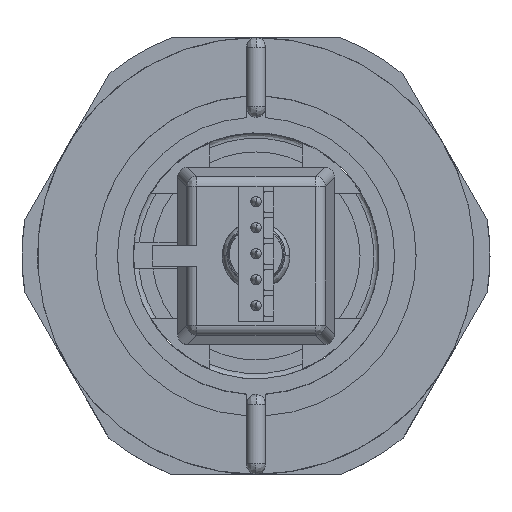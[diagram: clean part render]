
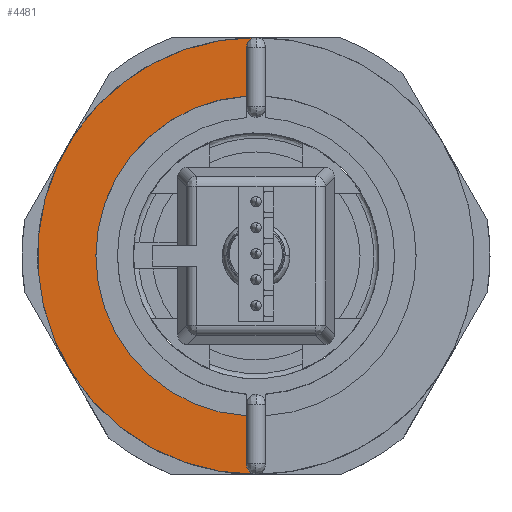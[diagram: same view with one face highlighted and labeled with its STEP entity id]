
A CAD part, top view. The second image highlights one B-rep face of the part: STEP entity #4481.
In plain terms, the highlighted planar face has unit normal (0, 0, 1).
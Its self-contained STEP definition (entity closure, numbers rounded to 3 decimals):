
#4481=ADVANCED_FACE('',(#7446),#7447,.F.);
#7446=FACE_OUTER_BOUND('',#9312,.T.);
#7447=PLANE('',#9313);
#9312=EDGE_LOOP('',(#20031,#20032,#20033,#20034,#20035,#20036,#20037,#20038,#20039));
#9313=AXIS2_PLACEMENT_3D('',#20040,#20041,#20042);
#20031=ORIENTED_EDGE('',*,*,#24707,.F.);
#20032=ORIENTED_EDGE('',*,*,#24598,.T.);
#20033=ORIENTED_EDGE('',*,*,#24708,.T.);
#20034=ORIENTED_EDGE('',*,*,#24709,.F.);
#20035=ORIENTED_EDGE('',*,*,#24710,.F.);
#20036=ORIENTED_EDGE('',*,*,#24697,.F.);
#20037=ORIENTED_EDGE('',*,*,#24706,.T.);
#20038=ORIENTED_EDGE('',*,*,#24614,.T.);
#20039=ORIENTED_EDGE('',*,*,#24604,.F.);
#20040=CARTESIAN_POINT('',(-10.5,21.84,1.5));
#20041=DIRECTION('',(0.0,0.0,-1.0));
#20042=DIRECTION('',(0.0,-1.0,0.0));
#24598=EDGE_CURVE('',#26859,#26856,#26860,.T.);
#24604=EDGE_CURVE('',#26868,#26871,#26872,.T.);
#24614=EDGE_CURVE('',#26881,#26871,#26890,.T.);
#24697=EDGE_CURVE('',#27034,#27036,#27037,.T.);
#24706=EDGE_CURVE('',#27034,#26881,#27049,.T.);
#24707=EDGE_CURVE('',#26859,#26868,#27050,.T.);
#24708=EDGE_CURVE('',#26856,#27051,#27052,.T.);
#24709=EDGE_CURVE('',#27053,#27051,#27054,.T.);
#24710=EDGE_CURVE('',#27036,#27053,#27055,.T.);
#26856=VERTEX_POINT('',#32523);
#26859=VERTEX_POINT('',#32527);
#26860=CIRCLE('',#32528,0.9);
#26868=VERTEX_POINT('',#32537);
#26871=VERTEX_POINT('',#32541);
#26872=CIRCLE('',#32542,21.0);
#26881=VERTEX_POINT('',#32552);
#26890=CIRCLE('',#32563,0.9);
#27034=VERTEX_POINT('',#32941);
#27036=VERTEX_POINT('',#32944);
#27037=LINE('',#32945,#32946);
#27049=CIRCLE('',#32992,0.9);
#27050=CIRCLE('',#32993,21.0);
#27051=VERTEX_POINT('',#32994);
#27052=CIRCLE('',#32995,0.9);
#27053=VERTEX_POINT('',#32996);
#27054=LINE('',#32997,#32998);
#27055=CIRCLE('',#32999,15.4);
#32523=CARTESIAN_POINT('',(-0.898,-20.157,1.5));
#32527=CARTESIAN_POINT('',(0.,-21.0,1.5));
#32528=AXIS2_PLACEMENT_3D('',#41923,#41924,#41925);
#32537=CARTESIAN_POINT('',(-20.959,-1.319,1.5));
#32541=CARTESIAN_POINT('',(0.0,21.0,1.5));
#32542=AXIS2_PLACEMENT_3D('',#41937,#41938,#41939);
#32552=CARTESIAN_POINT('',(-0.898,20.157,1.5));
#32563=AXIS2_PLACEMENT_3D('',#41961,#41962,#41963);
#32941=CARTESIAN_POINT('',(-0.9,20.1,1.5));
#32944=CARTESIAN_POINT('',(-0.9,15.374,1.5));
#32945=CARTESIAN_POINT('',(-0.9,20.1,1.5));
#32946=VECTOR('',#42092,4.726);
#32992=AXIS2_PLACEMENT_3D('',#42106,#42107,#42108);
#32993=AXIS2_PLACEMENT_3D('',#42109,#42110,#42111);
#32994=CARTESIAN_POINT('',(-0.9,-20.1,1.5));
#32995=AXIS2_PLACEMENT_3D('',#42112,#42113,#42114);
#32996=CARTESIAN_POINT('',(-0.9,-15.374,1.5));
#32997=CARTESIAN_POINT('',(-0.9,-15.374,1.5));
#32998=VECTOR('',#42115,4.726);
#32999=AXIS2_PLACEMENT_3D('',#42116,#42117,#42118);
#41923=CARTESIAN_POINT('',(0.,-20.1,1.5));
#41924=DIRECTION('',(0.0,0.0,-1.0));
#41925=DIRECTION('',(0.0,-1.0,0.0));
#41937=CARTESIAN_POINT('',(0.0,0.0,1.5));
#41938=DIRECTION('',(0.0,0.0,-1.0));
#41939=DIRECTION('',(-1.0,0.0,0.0));
#41961=CARTESIAN_POINT('',(0.0,20.1,1.5));
#41962=DIRECTION('',(0.0,0.0,-1.0));
#41963=DIRECTION('',(-1.0,0.0,0.0));
#42092=DIRECTION('',(0.0,-1.0,0.0));
#42106=CARTESIAN_POINT('',(0.0,20.1,1.5));
#42107=DIRECTION('',(0.0,0.0,-1.0));
#42108=DIRECTION('',(-1.0,0.0,0.0));
#42109=CARTESIAN_POINT('',(0.0,0.0,1.5));
#42110=DIRECTION('',(0.0,0.0,-1.0));
#42111=DIRECTION('',(-1.0,0.0,0.0));
#42112=CARTESIAN_POINT('',(0.,-20.1,1.5));
#42113=DIRECTION('',(0.0,0.0,-1.0));
#42114=DIRECTION('',(0.0,-1.0,0.0));
#42115=DIRECTION('',(0.0,-1.0,0.0));
#42116=CARTESIAN_POINT('',(0.0,0.0,1.5));
#42117=DIRECTION('',(0.0,0.0,1.0));
#42118=DIRECTION('',(-0.058,0.998,0.0));
